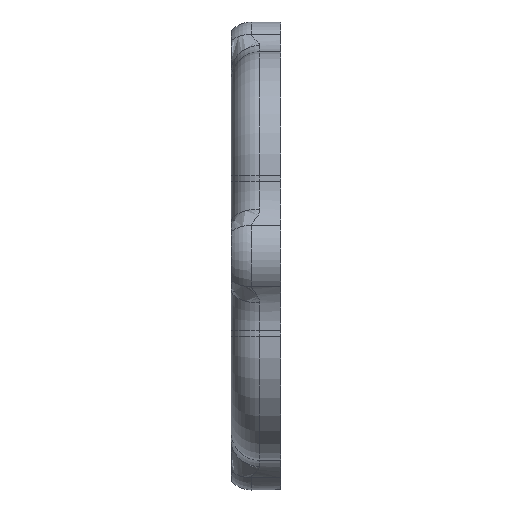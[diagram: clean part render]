
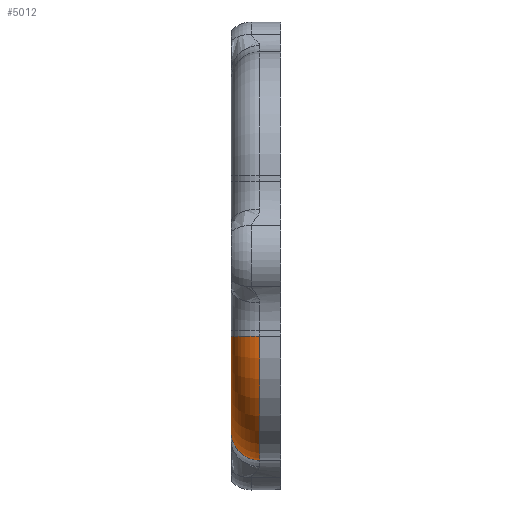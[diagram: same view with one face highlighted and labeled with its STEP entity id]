
A CAD part, left-side view. The second image highlights one B-rep face of the part: STEP entity #5012.
In plain terms, the highlighted toroidal (fillet/blend) face has major radius 7.7 mm and minor radius 2.3 mm.
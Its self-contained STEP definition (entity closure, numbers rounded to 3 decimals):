
#366 = DIRECTION ( 'NONE',  ( 0., -1., 0. ) ) ;
#434 = AXIS2_PLACEMENT_3D ( 'NONE', #1189, #3929, #5381 ) ;
#496 = CARTESIAN_POINT ( 'NONE',  ( 10., 47.2, -6.5 ) ) ;
#801 = VERTEX_POINT ( 'NONE', #2739 ) ;
#905 = FACE_OUTER_BOUND ( 'NONE', #5002, .T. ) ;
#921 = CARTESIAN_POINT ( 'NONE',  ( 10., 44.9, -16.5 ) ) ;
#940 = DIRECTION ( 'NONE',  ( 0., 0., 1. ) ) ;
#980 = EDGE_CURVE ( 'NONE', #4152, #2184, #1529, .T. ) ;
#1098 = CARTESIAN_POINT ( 'NONE',  ( 2.3, 44.9, -6.5 ) ) ;
#1189 = CARTESIAN_POINT ( 'NONE',  ( 10., 44.9, -6.5 ) ) ;
#1337 = AXIS2_PLACEMENT_3D ( 'NONE', #5120, #1874, #3283 ) ;
#1529 = CIRCLE ( 'NONE', #2512, 10. ) ;
#1874 = DIRECTION ( 'NONE',  ( -1., 0., 0. ) ) ;
#1896 = AXIS2_PLACEMENT_3D ( 'NONE', #1098, #5468, #5009 ) ;
#2184 = VERTEX_POINT ( 'NONE', #921 ) ;
#2392 = DIRECTION ( 'NONE',  ( 0., 1., 0. ) ) ;
#2425 = CIRCLE ( 'NONE', #1337, 2.3 ) ;
#2512 = AXIS2_PLACEMENT_3D ( 'NONE', #3202, #366, #5064 ) ;
#2739 = CARTESIAN_POINT ( 'NONE',  ( 10., 47.2, -14.2 ) ) ;
#3027 = ORIENTED_EDGE ( 'NONE', *, *, #980, .F. ) ;
#3046 = EDGE_CURVE ( 'NONE', #3198, #4152, #3196, .T. ) ;
#3126 = TOROIDAL_SURFACE ( 'NONE', #434, 7.7, 2.3 ) ;
#3196 = CIRCLE ( 'NONE', #1896, 2.3 ) ;
#3198 = VERTEX_POINT ( 'NONE', #5969 ) ;
#3202 = CARTESIAN_POINT ( 'NONE',  ( 10., 44.9, -6.5 ) ) ;
#3283 = DIRECTION ( 'NONE',  ( 0., 0., 1. ) ) ;
#3764 = ORIENTED_EDGE ( 'NONE', *, *, #5003, .F. ) ;
#3807 = ORIENTED_EDGE ( 'NONE', *, *, #5353, .T. ) ;
#3929 = DIRECTION ( 'NONE',  ( 0., 1., 0. ) ) ;
#4152 = VERTEX_POINT ( 'NONE', #4245 ) ;
#4245 = CARTESIAN_POINT ( 'NONE',  ( 0., 44.9, -6.5 ) ) ;
#4583 = ORIENTED_EDGE ( 'NONE', *, *, #3046, .F. ) ;
#5002 = EDGE_LOOP ( 'NONE', ( #3807, #3027, #4583, #3764 ) ) ;
#5003 = EDGE_CURVE ( 'NONE', #801, #3198, #5793, .T. ) ;
#5009 = DIRECTION ( 'NONE',  ( 1., 0., 0. ) ) ;
#5012 = ADVANCED_FACE ( 'NONE', ( #905 ), #3126, .T. ) ;
#5064 = DIRECTION ( 'NONE',  ( 0., 0., 1. ) ) ;
#5120 = CARTESIAN_POINT ( 'NONE',  ( 10., 44.9, -14.2 ) ) ;
#5353 = EDGE_CURVE ( 'NONE', #801, #2184, #2425, .T. ) ;
#5381 = DIRECTION ( 'NONE',  ( 0., 0., 1. ) ) ;
#5402 = AXIS2_PLACEMENT_3D ( 'NONE', #496, #2392, #940 ) ;
#5468 = DIRECTION ( 'NONE',  ( 0., 0., 1. ) ) ;
#5793 = CIRCLE ( 'NONE', #5402, 7.7 ) ;
#5969 = CARTESIAN_POINT ( 'NONE',  ( 2.3, 47.2, -6.5 ) ) ;
